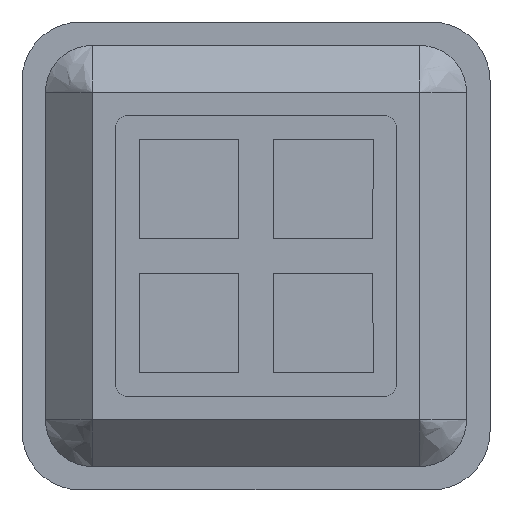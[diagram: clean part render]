
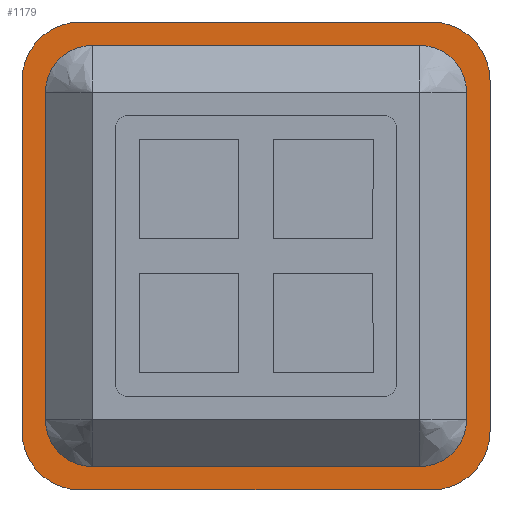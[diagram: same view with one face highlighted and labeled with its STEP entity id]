
A CAD part, front view. The second image highlights one B-rep face of the part: STEP entity #1179.
In plain terms, the highlighted planar face has unit normal (0, -1, 0).
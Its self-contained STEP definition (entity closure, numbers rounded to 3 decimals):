
#769=CARTESIAN_POINT('',(-7.5,0.0,10.));
#770=VERTEX_POINT('',#769);
#786=CARTESIAN_POINT('',(-10.,0.0,7.5));
#787=VERTEX_POINT('',#786);
#794=CARTESIAN_POINT('',(-7.5,0.0,7.5));
#795=DIRECTION('',(0.0,1.0,0.0));
#796=DIRECTION('',(0.0,0.0,1.0));
#797=AXIS2_PLACEMENT_3D('',#794,#795,#796);
#798=CIRCLE('',#797,2.5);
#799=EDGE_CURVE('',#787,#770,#798,.T.);
#811=CARTESIAN_POINT('',(7.5,0.0,10.0));
#812=VERTEX_POINT('',#811);
#826=CARTESIAN_POINT('',(-7.5,0.0,10.));
#827=DIRECTION('',(1.0,0.0,0.0));
#828=VECTOR('',#827,15.);
#829=LINE('',#826,#828);
#830=EDGE_CURVE('',#770,#812,#829,.T.);
#842=CARTESIAN_POINT('',(10.,0.0,7.5));
#843=VERTEX_POINT('',#842);
#858=CARTESIAN_POINT('',(7.5,0.0,7.5));
#859=DIRECTION('',(0.0,-1.0,0.0));
#860=DIRECTION('',(0.0,0.0,-1.0));
#861=AXIS2_PLACEMENT_3D('',#858,#859,#860);
#862=CIRCLE('',#861,2.5);
#863=EDGE_CURVE('',#843,#812,#862,.T.);
#875=CARTESIAN_POINT('',(10.,0.0,-7.5));
#876=VERTEX_POINT('',#875);
#890=CARTESIAN_POINT('',(10.,0.0,-7.5));
#891=DIRECTION('',(0.0,0.0,1.0));
#892=VECTOR('',#891,15.);
#893=LINE('',#890,#892);
#894=EDGE_CURVE('',#876,#843,#893,.T.);
#906=CARTESIAN_POINT('',(7.5,0.0,-10.));
#907=VERTEX_POINT('',#906);
#922=CARTESIAN_POINT('',(7.5,0.0,-7.5));
#923=DIRECTION('',(0.0,1.0,0.0));
#924=DIRECTION('',(0.0,0.0,1.0));
#925=AXIS2_PLACEMENT_3D('',#922,#923,#924);
#926=CIRCLE('',#925,2.5);
#927=EDGE_CURVE('',#876,#907,#926,.T.);
#939=CARTESIAN_POINT('',(-7.5,0.0,-10.));
#940=VERTEX_POINT('',#939);
#954=CARTESIAN_POINT('',(-7.5,0.0,-10.));
#955=DIRECTION('',(1.0,0.0,0.0));
#956=VECTOR('',#955,15.);
#957=LINE('',#954,#956);
#958=EDGE_CURVE('',#940,#907,#957,.T.);
#970=CARTESIAN_POINT('',(-10.,0.0,-7.5));
#971=VERTEX_POINT('',#970);
#986=CARTESIAN_POINT('',(-7.5,0.0,-7.5));
#987=DIRECTION('',(0.0,1.0,0.0));
#988=DIRECTION('',(0.0,0.0,1.0));
#989=AXIS2_PLACEMENT_3D('',#986,#987,#988);
#990=CIRCLE('',#989,2.5);
#991=EDGE_CURVE('',#940,#971,#990,.T.);
#1009=CARTESIAN_POINT('',(-10.,0.0,-7.5));
#1010=DIRECTION('',(0.0,0.0,1.0));
#1011=VECTOR('',#1010,15.);
#1012=LINE('',#1009,#1011);
#1013=EDGE_CURVE('',#971,#787,#1012,.T.);
#1094=CARTESIAN_POINT('',(-11.,0.0,-11.));
#1095=DIRECTION('',(0.0,1.0,0.0));
#1096=DIRECTION('',(0.0,0.0,1.0));
#1097=AXIS2_PLACEMENT_3D('',#1094,#1095,#1096);
#1098=PLANE('',#1097);
#1099=ORIENTED_EDGE('',*,*,#799,.F.);
#1100=ORIENTED_EDGE('',*,*,#1013,.F.);
#1101=ORIENTED_EDGE('',*,*,#991,.F.);
#1102=ORIENTED_EDGE('',*,*,#958,.T.);
#1103=ORIENTED_EDGE('',*,*,#927,.F.);
#1104=ORIENTED_EDGE('',*,*,#894,.T.);
#1105=ORIENTED_EDGE('',*,*,#863,.T.);
#1106=ORIENTED_EDGE('',*,*,#830,.F.);
#1107=EDGE_LOOP('',(#1099,#1100,#1101,#1102,#1103,#1104,#1105,#1106));
#1108=FACE_OUTER_BOUND('',#1107,.T.);
#1109=CARTESIAN_POINT('',(-6.,0.0,-5.5));
#1110=VERTEX_POINT('',#1109);
#1111=CARTESIAN_POINT('',(-6.,0.0,5.5));
#1112=VERTEX_POINT('',#1111);
#1113=CARTESIAN_POINT('',(-6.,0.0,-5.5));
#1114=DIRECTION('',(0.0,0.0,1.0));
#1115=VECTOR('',#1114,11.);
#1116=LINE('',#1113,#1115);
#1117=EDGE_CURVE('',#1110,#1112,#1116,.T.);
#1118=ORIENTED_EDGE('',*,*,#1117,.T.);
#1119=CARTESIAN_POINT('',(-5.5,0.0,6.0));
#1120=VERTEX_POINT('',#1119);
#1121=CARTESIAN_POINT('',(-5.5,0.0,5.5));
#1122=DIRECTION('',(0.0,1.0,0.0));
#1123=DIRECTION('',(0.0,0.0,1.0));
#1124=AXIS2_PLACEMENT_3D('',#1121,#1122,#1123);
#1125=CIRCLE('',#1124,0.5);
#1126=EDGE_CURVE('',#1112,#1120,#1125,.T.);
#1127=ORIENTED_EDGE('',*,*,#1126,.T.);
#1128=CARTESIAN_POINT('',(5.5,0.0,6.));
#1129=VERTEX_POINT('',#1128);
#1130=CARTESIAN_POINT('',(-5.5,0.0,6.0));
#1131=DIRECTION('',(1.0,0.0,0.0));
#1132=VECTOR('',#1131,11.);
#1133=LINE('',#1130,#1132);
#1134=EDGE_CURVE('',#1120,#1129,#1133,.T.);
#1135=ORIENTED_EDGE('',*,*,#1134,.T.);
#1136=CARTESIAN_POINT('',(6.,0.0,5.5));
#1137=VERTEX_POINT('',#1136);
#1138=CARTESIAN_POINT('',(5.5,0.0,5.5));
#1139=DIRECTION('',(0.0,1.0,0.0));
#1140=DIRECTION('',(0.0,0.0,1.0));
#1141=AXIS2_PLACEMENT_3D('',#1138,#1139,#1140);
#1142=CIRCLE('',#1141,0.5);
#1143=EDGE_CURVE('',#1129,#1137,#1142,.T.);
#1144=ORIENTED_EDGE('',*,*,#1143,.T.);
#1145=CARTESIAN_POINT('',(6.,0.0,-5.5));
#1146=VERTEX_POINT('',#1145);
#1147=CARTESIAN_POINT('',(6.,0.0,-5.5));
#1148=DIRECTION('',(0.0,0.0,1.0));
#1149=VECTOR('',#1148,11.);
#1150=LINE('',#1147,#1149);
#1151=EDGE_CURVE('',#1146,#1137,#1150,.T.);
#1152=ORIENTED_EDGE('',*,*,#1151,.F.);
#1153=CARTESIAN_POINT('',(5.5,0.0,-6.));
#1154=VERTEX_POINT('',#1153);
#1155=CARTESIAN_POINT('',(5.5,0.0,-5.5));
#1156=DIRECTION('',(0.0,1.0,0.0));
#1157=DIRECTION('',(0.0,0.0,1.0));
#1158=AXIS2_PLACEMENT_3D('',#1155,#1156,#1157);
#1159=CIRCLE('',#1158,0.5);
#1160=EDGE_CURVE('',#1146,#1154,#1159,.T.);
#1161=ORIENTED_EDGE('',*,*,#1160,.T.);
#1162=CARTESIAN_POINT('',(-5.5,0.0,-6.));
#1163=VERTEX_POINT('',#1162);
#1164=CARTESIAN_POINT('',(-5.5,0.0,-6.));
#1165=DIRECTION('',(1.0,0.0,0.0));
#1166=VECTOR('',#1165,11.);
#1167=LINE('',#1164,#1166);
#1168=EDGE_CURVE('',#1163,#1154,#1167,.T.);
#1169=ORIENTED_EDGE('',*,*,#1168,.F.);
#1170=CARTESIAN_POINT('',(-5.5,0.0,-5.5));
#1171=DIRECTION('',(0.0,1.0,0.0));
#1172=DIRECTION('',(0.0,0.0,1.0));
#1173=AXIS2_PLACEMENT_3D('',#1170,#1171,#1172);
#1174=CIRCLE('',#1173,0.5);
#1175=EDGE_CURVE('',#1163,#1110,#1174,.T.);
#1176=ORIENTED_EDGE('',*,*,#1175,.T.);
#1177=EDGE_LOOP('',(#1118,#1127,#1135,#1144,#1152,#1161,#1169,#1176));
#1178=FACE_BOUND('',#1177,.T.);
#1179=ADVANCED_FACE('',(#1108,#1178),#1098,.F.);
